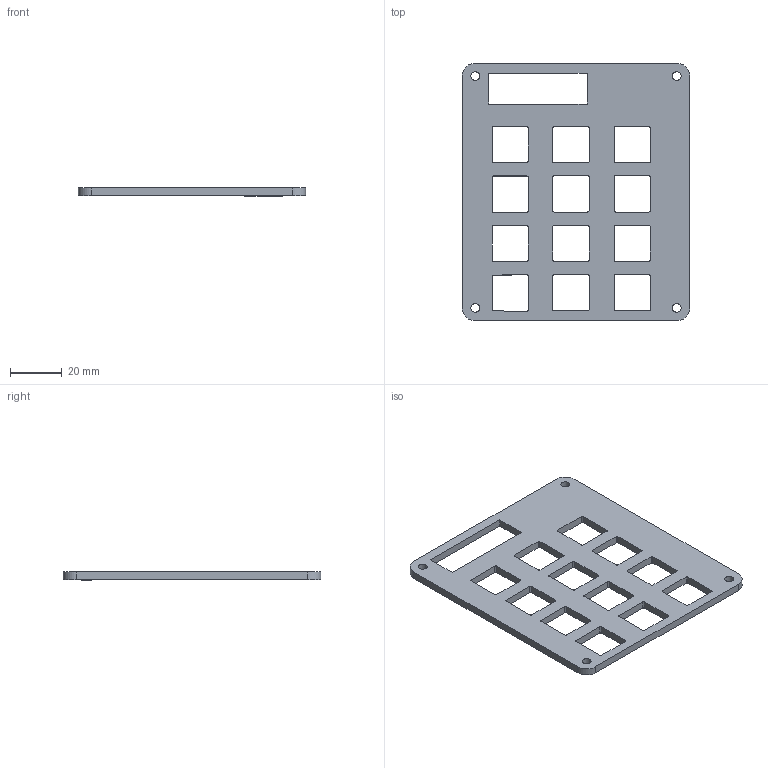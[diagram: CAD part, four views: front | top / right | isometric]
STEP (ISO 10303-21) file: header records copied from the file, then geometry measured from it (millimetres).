
FILE_DESCRIPTION(/* description */ (''),/* implementation_level */ '2;1');
FILE_NAME(/* name */ 'HackPad_top.step',/* time_stamp */ '2025-12-22T14:51:21+01:00',/* author */ (''),/* organization */ (''),/* preprocessor_version */ 'ST-DEVELOPER v20.1',/* originating_system */ 'Autodesk Translation Framework v14.21.0.0',/* authorisation */ '');
FILE_SCHEMA (('AUTOMOTIVE_DESIGN { 1 0 10303 214 3 1 1 }'));
Length unit declared in the file: millimetre
Products named in the file (1): 2025-12-22-14-15-29-029
Bounding box: 88.1 x 99.8 x 3.2 mm (x, y, z)
Volume: 17792.1 mm3; surface area: 15390.9 mm2
Topology: 1 solids, 1 shells, 300 faces, 858 edges, 572 vertices
Faces by surface type: bspline 137, plane 107, cylinder 56
Full cylindrical faces by diameter (mm): 3.4 x4
Entity records: 11165 total; most frequent: CARTESIAN_POINT 4060, ORIENTED_EDGE 1716, DIRECTION 1024, EDGE_CURVE 858, VERTEX_POINT 572, LINE 472, VECTOR 472, EDGE_LOOP 346
